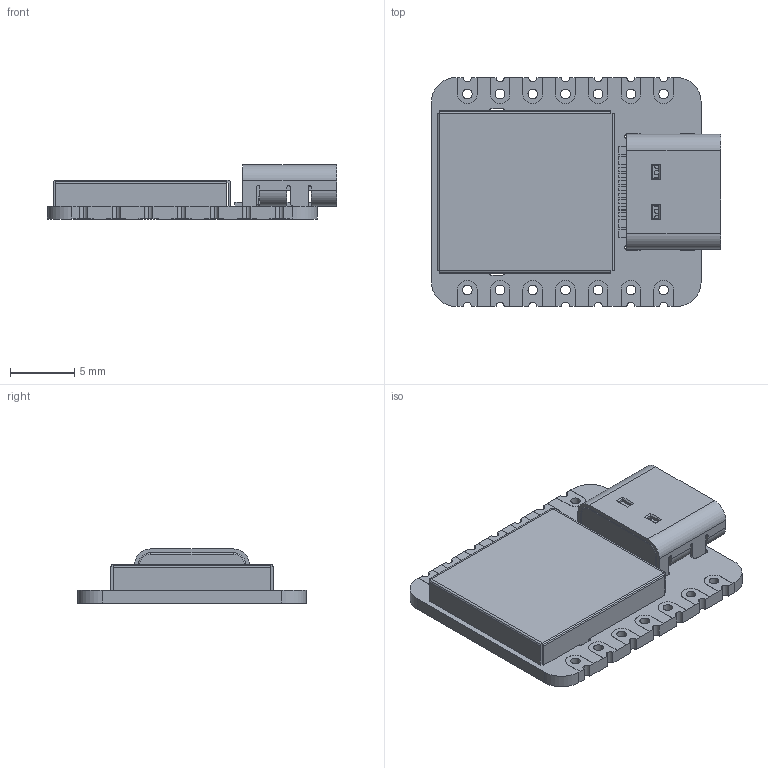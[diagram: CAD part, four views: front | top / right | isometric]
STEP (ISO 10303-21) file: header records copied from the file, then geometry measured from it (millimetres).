
FILE_DESCRIPTION(('HOOPS Exchange Step'),'2;1');
FILE_NAME('temp_export','2023-07-27T18:38:18+08:00',('30abd'),('Shapr3D Limited'),'HOOPS Exchange 2023.1','Shapr3D','Authorized');
FILE_SCHEMA( ('AUTOMOTIVE_DESIGN { 1 0 10303 214 1 1 1 1 }') );
Length unit declared in the file: millimetre
Products named in the file (32): BOSS-EXTRUDE14_8_:1; BOSS-EXTRUDE7_4_:1; BOSS-EXTRUDE7_3_:1; BOSS-EXTRUDE14_4_:1; BOSS-EXTRUDE14_2_:1; BOSS-EXTRUDE14_11_:1; BOSS-EXTRUDE7_7_:1; BOSS-EXTRUDE14_9_:1; BOSS-EXTRUDE14_3_:1; BOSS-EXTRUDE14_7_:1; MIRROR2:1; BOSS-EXTRUDE14_5_:1; BOSS-EXTRUDE14_12_:1; BOSS-EXTRUDE7_8_:1; BOSS-EXTRUDE7_1_:1; BOSS-EXTRUDE14_10_:1; BOSS-EXTRUDE7_9_:1; BOSS-EXTRUDE14_6_:1; CHAMFER9:1; BOSS-EXTRUDE14_1_:1; BOSS-EXTRUDE7_6_:1; BOSS-EXTRUDE7_2_:1; CUT-EXTRUDE5:1; BOSS-EXTRUDE7_5_:1; USB TYPE C PORT (1):1; USB TYPE C PORT:1; U.FL Connector v1:1; Button (1):1; Shield:1; Button (1):2; Seeed Studio XIAO-ESP32-C3.step; root
Assembly tree (31 placements, depth 5):
  root
    Seeed Studio XIAO-ESP32-C3.step
      USB TYPE C PORT:1
        USB TYPE C PORT (1):1
          BOSS-EXTRUDE14_8_:1
          BOSS-EXTRUDE7_4_:1
          BOSS-EXTRUDE7_3_:1
          BOSS-EXTRUDE14_4_:1
          BOSS-EXTRUDE14_2_:1
          BOSS-EXTRUDE14_11_:1
          BOSS-EXTRUDE7_7_:1
          BOSS-EXTRUDE14_9_:1
          BOSS-EXTRUDE14_3_:1
          BOSS-EXTRUDE14_7_:1
          MIRROR2:1
          BOSS-EXTRUDE14_5_:1
          BOSS-EXTRUDE14_12_:1
          BOSS-EXTRUDE7_8_:1
          BOSS-EXTRUDE7_1_:1
          BOSS-EXTRUDE14_10_:1
          BOSS-EXTRUDE7_9_:1
          BOSS-EXTRUDE14_6_:1
          CHAMFER9:1
          BOSS-EXTRUDE14_1_:1
          BOSS-EXTRUDE7_6_:1
          BOSS-EXTRUDE7_2_:1
          CUT-EXTRUDE5:1
          BOSS-EXTRUDE7_5_:1
      U.FL Connector v1:1
      Button (1):1
      Shield:1
      Button (1):2
Bounding box: 22.46 x 17.78 x 4.21 mm (x, y, z)
Volume: 593.7 mm3; surface area: 1867.6 mm2
Topology: 27 solids, 34 shells, 840 faces, 2239 edges, 1469 vertices
Faces by surface type: plane 576, cylinder 238, torus 12, cone 6, sphere 6, bspline 2
Full cylindrical faces by diameter (mm): 0.5 x2, 0.6 x2, 0.7 x2, 0.75 x14, 1.524 x6
Entity records: 27143 total; most frequent: CARTESIAN_POINT 4760, DIRECTION 4514, ORIENTED_EDGE 4462, EDGE_CURVE 2231, VECTOR 1676, LINE 1676, VERTEX_POINT 1469, AXIS2_PLACEMENT_3D 1419
